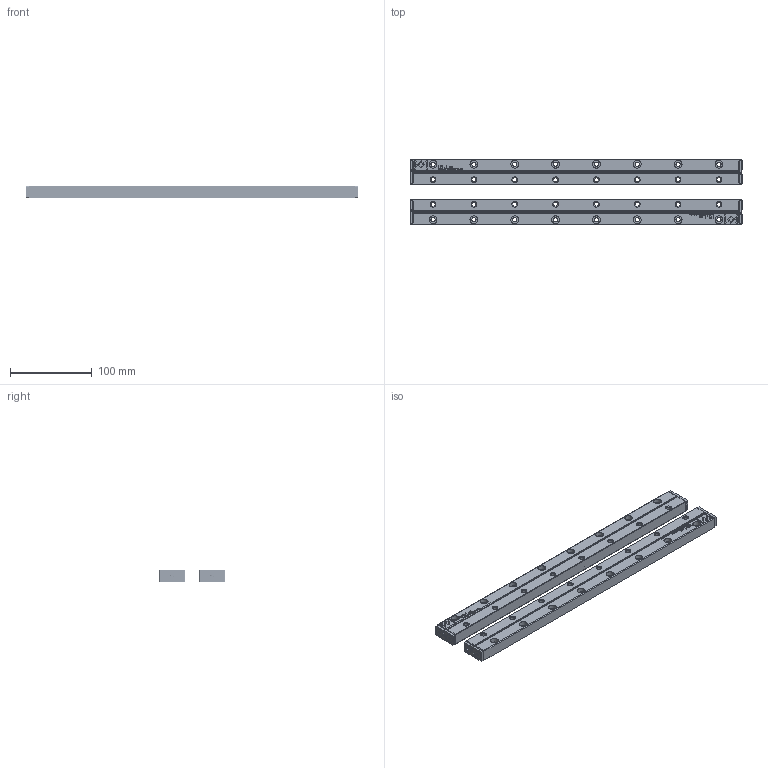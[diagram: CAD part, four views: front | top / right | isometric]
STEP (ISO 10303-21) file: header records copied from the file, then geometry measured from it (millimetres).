
FILE_DESCRIPTION(/* description */ (''),/* implementation_level */ '2;1');
FILE_NAME(/* name */ 'Set RSDE-6400x40KRE_stp.stp',/* time_stamp */ '2025-05-14T13:24:01+02:00',/* author */ (''),/* organization */ (''),/* preprocessor_version */ 'ST-DEVELOPER v16.7',/* originating_system */ 'SIEMENS PLM Software NX 12.0',/* authorisation */ '');
FILE_SCHEMA (('AUTOMOTIVE_DESIGN { 1 0 10303 214 3 1 1 1 }'));
Products named in the file (1): Set RSDE-6400x40KRE_stp
Bounding box: 406.4 x 80 x 15 mm (x, y, z)
Volume: 332534 mm3; surface area: 149839.2 mm2
Topology: 108 solids, 108 shells, 4048 faces, 10756 edges, 7016 vertices
Faces by surface type: plane 2044, cylinder 1204, cone 440, bspline 360
Full cylindrical faces by diameter (mm): 0.8 x336, 4 x80, 4.3 x8, 5 x8, 5.2 x40, 6 x88, 9.5 x32, 10 x8
Entity records: 129707 total; most frequent: CARTESIAN_POINT 25181, DIRECTION 19166, ORIENTED_EDGE 18760, EDGE_CURVE 9380, AXIS2_PLACEMENT_3D 6849, VERTEX_POINT 6688, EDGE_LOOP 5916, LINE 5468
